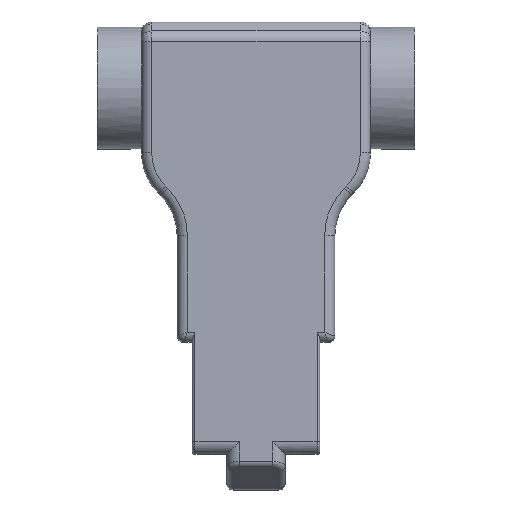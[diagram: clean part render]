
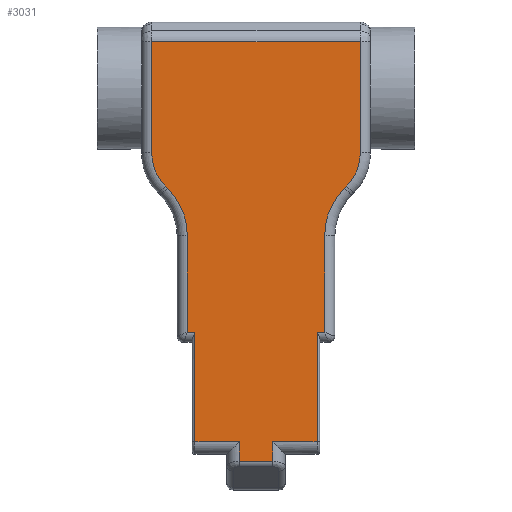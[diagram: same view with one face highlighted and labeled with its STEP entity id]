
A CAD part, front view. The second image highlights one B-rep face of the part: STEP entity #3031.
In plain terms, the highlighted planar face has unit normal (0, -1, 0).
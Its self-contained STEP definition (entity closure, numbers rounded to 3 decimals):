
#214=FACE_OUTER_BOUND('',#414,.T.);
#414=EDGE_LOOP('',(#2174,#2175,#2176,#2177,#2178,#2179,#2180,#2181,#2182,
#2183,#2184,#2185,#2186,#2187,#2188,#2189,#2190,#2191,#2192,#2193));
#635=CIRCLE('',#3302,37.);
#636=CIRCLE('',#3303,53.);
#637=CIRCLE('',#3304,53.);
#638=CIRCLE('',#3305,37.);
#824=LINE('',#4797,#1047);
#840=LINE('',#4844,#1063);
#864=LINE('',#4926,#1087);
#865=LINE('',#4930,#1088);
#866=LINE('',#4934,#1089);
#867=LINE('',#4936,#1090);
#868=LINE('',#4938,#1091);
#869=LINE('',#4940,#1092);
#870=LINE('',#4942,#1093);
#871=LINE('',#4944,#1094);
#872=LINE('',#4946,#1095);
#873=LINE('',#4948,#1096);
#874=LINE('',#4950,#1097);
#875=LINE('',#4952,#1098);
#876=LINE('',#4954,#1099);
#877=LINE('',#4958,#1100);
#1047=VECTOR('',#3747,10.);
#1063=VECTOR('',#3785,10.);
#1087=VECTOR('',#3873,10.);
#1088=VECTOR('',#3876,10.);
#1089=VECTOR('',#3879,10.);
#1090=VECTOR('',#3880,10.);
#1091=VECTOR('',#3881,10.);
#1092=VECTOR('',#3882,10.);
#1093=VECTOR('',#3883,10.);
#1094=VECTOR('',#3884,10.);
#1095=VECTOR('',#3885,10.);
#1096=VECTOR('',#3886,10.);
#1097=VECTOR('',#3887,10.);
#1098=VECTOR('',#3888,10.);
#1099=VECTOR('',#3889,10.);
#1100=VECTOR('',#3892,10.);
#1285=VERTEX_POINT('',#4794);
#1286=VERTEX_POINT('',#4796);
#1305=VERTEX_POINT('',#4841);
#1306=VERTEX_POINT('',#4843);
#1333=VERTEX_POINT('',#4927);
#1334=VERTEX_POINT('',#4929);
#1335=VERTEX_POINT('',#4931);
#1336=VERTEX_POINT('',#4933);
#1337=VERTEX_POINT('',#4935);
#1338=VERTEX_POINT('',#4937);
#1339=VERTEX_POINT('',#4939);
#1340=VERTEX_POINT('',#4941);
#1341=VERTEX_POINT('',#4943);
#1342=VERTEX_POINT('',#4945);
#1343=VERTEX_POINT('',#4947);
#1344=VERTEX_POINT('',#4949);
#1345=VERTEX_POINT('',#4951);
#1346=VERTEX_POINT('',#4953);
#1347=VERTEX_POINT('',#4955);
#1348=VERTEX_POINT('',#4957);
#1580=EDGE_CURVE('',#1285,#1286,#824,.T.);
#1603=EDGE_CURVE('',#1305,#1306,#840,.T.);
#1645=EDGE_CURVE('',#1306,#1285,#864,.T.);
#1646=EDGE_CURVE('',#1333,#1305,#635,.T.);
#1647=EDGE_CURVE('',#1334,#1333,#865,.T.);
#1648=EDGE_CURVE('',#1335,#1334,#636,.T.);
#1649=EDGE_CURVE('',#1336,#1335,#866,.T.);
#1650=EDGE_CURVE('',#1337,#1336,#867,.T.);
#1651=EDGE_CURVE('',#1337,#1338,#868,.T.);
#1652=EDGE_CURVE('',#1339,#1338,#869,.T.);
#1653=EDGE_CURVE('',#1340,#1339,#870,.T.);
#1654=EDGE_CURVE('',#1341,#1340,#871,.T.);
#1655=EDGE_CURVE('',#1342,#1341,#872,.T.);
#1656=EDGE_CURVE('',#1343,#1342,#873,.T.);
#1657=EDGE_CURVE('',#1344,#1343,#874,.T.);
#1658=EDGE_CURVE('',#1345,#1344,#875,.T.);
#1659=EDGE_CURVE('',#1346,#1345,#876,.T.);
#1660=EDGE_CURVE('',#1347,#1346,#637,.T.);
#1661=EDGE_CURVE('',#1348,#1347,#877,.T.);
#1662=EDGE_CURVE('',#1286,#1348,#638,.T.);
#2174=ORIENTED_EDGE('',*,*,#1580,.F.);
#2175=ORIENTED_EDGE('',*,*,#1645,.F.);
#2176=ORIENTED_EDGE('',*,*,#1603,.F.);
#2177=ORIENTED_EDGE('',*,*,#1646,.F.);
#2178=ORIENTED_EDGE('',*,*,#1647,.F.);
#2179=ORIENTED_EDGE('',*,*,#1648,.F.);
#2180=ORIENTED_EDGE('',*,*,#1649,.F.);
#2181=ORIENTED_EDGE('',*,*,#1650,.F.);
#2182=ORIENTED_EDGE('',*,*,#1651,.T.);
#2183=ORIENTED_EDGE('',*,*,#1652,.F.);
#2184=ORIENTED_EDGE('',*,*,#1653,.F.);
#2185=ORIENTED_EDGE('',*,*,#1654,.F.);
#2186=ORIENTED_EDGE('',*,*,#1655,.F.);
#2187=ORIENTED_EDGE('',*,*,#1656,.F.);
#2188=ORIENTED_EDGE('',*,*,#1657,.F.);
#2189=ORIENTED_EDGE('',*,*,#1658,.F.);
#2190=ORIENTED_EDGE('',*,*,#1659,.F.);
#2191=ORIENTED_EDGE('',*,*,#1660,.F.);
#2192=ORIENTED_EDGE('',*,*,#1661,.F.);
#2193=ORIENTED_EDGE('',*,*,#1662,.F.);
#2961=PLANE('',#3301);
#3031=ADVANCED_FACE('',(#214),#2961,.T.);
#3301=AXIS2_PLACEMENT_3D('',#4925,#3871,#3872);
#3302=AXIS2_PLACEMENT_3D('',#4928,#3874,#3875);
#3303=AXIS2_PLACEMENT_3D('',#4932,#3877,#3878);
#3304=AXIS2_PLACEMENT_3D('',#4956,#3890,#3891);
#3305=AXIS2_PLACEMENT_3D('',#4959,#3893,#3894);
#3747=DIRECTION('',(0.,0.,-1.));
#3785=DIRECTION('',(0.,0.,1.));
#3871=DIRECTION('center_axis',(0.,-1.,0.));
#3872=DIRECTION('ref_axis',(0.,0.,-1.));
#3873=DIRECTION('',(1.,0.,0.));
#3874=DIRECTION('center_axis',(0.,1.,0.));
#3875=DIRECTION('ref_axis',(-0.924,0.,-0.383));
#3876=DIRECTION('',(-0.707,0.,0.707));
#3877=DIRECTION('center_axis',(0.,-1.,0.));
#3878=DIRECTION('ref_axis',(0.924,0.,0.383));
#3879=DIRECTION('',(0.,0.,1.));
#3880=DIRECTION('',(-1.,0.,0.));
#3881=DIRECTION('',(0.,0.,-1.));
#3882=DIRECTION('',(-1.,0.,0.));
#3883=DIRECTION('',(0.,0.,1.));
#3884=DIRECTION('',(-1.,0.,0.));
#3885=DIRECTION('',(0.,0.,-1.));
#3886=DIRECTION('',(-1.,0.,0.));
#3887=DIRECTION('',(0.,0.,-1.));
#3888=DIRECTION('',(-1.,0.,0.));
#3889=DIRECTION('',(0.,0.,-1.));
#3890=DIRECTION('center_axis',(0.,-1.,0.));
#3891=DIRECTION('ref_axis',(-0.924,0.,0.383));
#3892=DIRECTION('',(-0.707,0.,-0.707));
#3893=DIRECTION('center_axis',(0.,1.,0.));
#3894=DIRECTION('ref_axis',(0.924,0.,-0.383));
#4794=CARTESIAN_POINT('',(82.,-47.,106.648));
#4796=CARTESIAN_POINT('',(82.,-47.,19.154));
#4797=CARTESIAN_POINT('',(82.,-47.,59.));
#4841=CARTESIAN_POINT('',(-82.,-47.,19.154));
#4843=CARTESIAN_POINT('',(-82.,-47.,106.648));
#4844=CARTESIAN_POINT('',(-82.,-47.,-1.743));
#4925=CARTESIAN_POINT('Origin',(0.,-47.,-4.));
#4926=CARTESIAN_POINT('',(0.,-47.,106.648));
#4927=CARTESIAN_POINT('',(-71.163,-47.,-7.009));
#4928=CARTESIAN_POINT('Origin',(-45.,-47.,19.154));
#4929=CARTESIAN_POINT('',(-69.523,-47.,-8.648));
#4930=CARTESIAN_POINT('',(-46.714,-47.,-31.457));
#4931=CARTESIAN_POINT('',(-54.,-47.,-46.125));
#4932=CARTESIAN_POINT('Origin',(-107.,-47.,-46.125));
#4933=CARTESIAN_POINT('',(-54.,-47.,-122.));
#4934=CARTESIAN_POINT('',(-54.,-47.,-67.));
#4935=CARTESIAN_POINT('',(-48.,-47.,-122.));
#4936=CARTESIAN_POINT('',(31.,-47.,-122.));
#4937=CARTESIAN_POINT('',(-48.,-47.,-208.));
#4938=CARTESIAN_POINT('',(-48.,-47.,-67.));
#4939=CARTESIAN_POINT('',(-13.,-47.,-208.));
#4940=CARTESIAN_POINT('',(0.,-47.,-208.));
#4941=CARTESIAN_POINT('',(-13.,-47.,-223.481));
#4942=CARTESIAN_POINT('',(-13.,-47.,-67.));
#4943=CARTESIAN_POINT('',(13.,-47.,-223.481));
#4944=CARTESIAN_POINT('',(0.,-47.,-223.481));
#4945=CARTESIAN_POINT('',(13.,-47.,-208.));
#4946=CARTESIAN_POINT('',(13.,-47.,-67.));
#4947=CARTESIAN_POINT('',(48.,-47.,-208.));
#4948=CARTESIAN_POINT('',(0.,-47.,-208.));
#4949=CARTESIAN_POINT('',(48.,-47.,-122.));
#4950=CARTESIAN_POINT('',(48.,-47.,-67.));
#4951=CARTESIAN_POINT('',(54.,-47.,-122.));
#4952=CARTESIAN_POINT('',(31.,-47.,-122.));
#4953=CARTESIAN_POINT('',(54.,-47.,-46.125));
#4954=CARTESIAN_POINT('',(54.,-47.,-15.743));
#4955=CARTESIAN_POINT('',(69.523,-47.,-8.648));
#4956=CARTESIAN_POINT('Origin',(107.,-47.,-46.125));
#4957=CARTESIAN_POINT('',(71.163,-47.,-7.009));
#4958=CARTESIAN_POINT('',(60.714,-47.,-17.457));
#4959=CARTESIAN_POINT('Origin',(45.,-47.,19.154));
